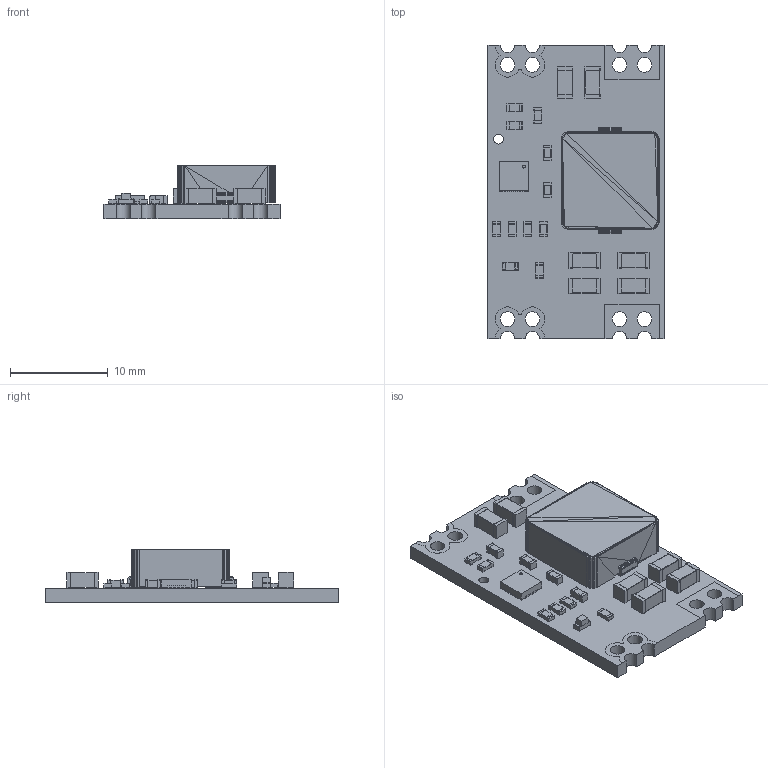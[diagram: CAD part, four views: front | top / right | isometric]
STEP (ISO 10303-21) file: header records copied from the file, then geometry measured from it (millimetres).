
FILE_DESCRIPTION(/* description */ ('STEP AP242','CAx-IF Rec.Pracs.---Representation and Presentation of Product Manufacturing Information (PMI)---4.0---2014-10-13','CAx-IF Rec.Pracs.---3D Tessellated Geometry---0.4---2014-09-14','2;1'),/* implementation_level */ '2;1');
FILE_NAME(/* name */ '670c453043275f3d61734e6f',/* time_stamp */ '2024-10-13T22:09:54Z',/* author */ (''),/* organization */ (''),/* preprocessor_version */ 'ST-DEVELOPER v20',/* originating_system */ ' ',/* authorisation */ ' ');
FILE_SCHEMA (('AP242_MANAGED_MODEL_BASED_3D_ENGINEERING_MIM_LF { 1 0 10303 442 1 1 4 }'));
Length unit declared in the file: metre
Products named in the file (43): COMPOUND; SOLID; kicad_module_3D_MINI560 PCB; SOLID_1; SHELL; SOLID_2; SOLID_5; SOLID_4; SOLID_3
Bounding box: 18 x 30 x 5.52 mm (x, y, z)
Volume: 1222.5 mm3; surface area: 1900.3 mm2
Topology: 43 solids, 43 shells, 1344 faces, 2939 edges, 1704 vertices
Faces by surface type: plane 1131, cylinder 213
Full cylindrical faces by diameter (mm): 0.3 x1, 1 x1, 1.5 x8
Entity records: 37654 total; most frequent: DIRECTION 6130, CARTESIAN_POINT 6020, ORIENTED_EDGE 5858, EDGE_CURVE 2929, LINE 2502, VECTOR 2502, AXIS2_PLACEMENT_3D 1814, VERTEX_POINT 1704
